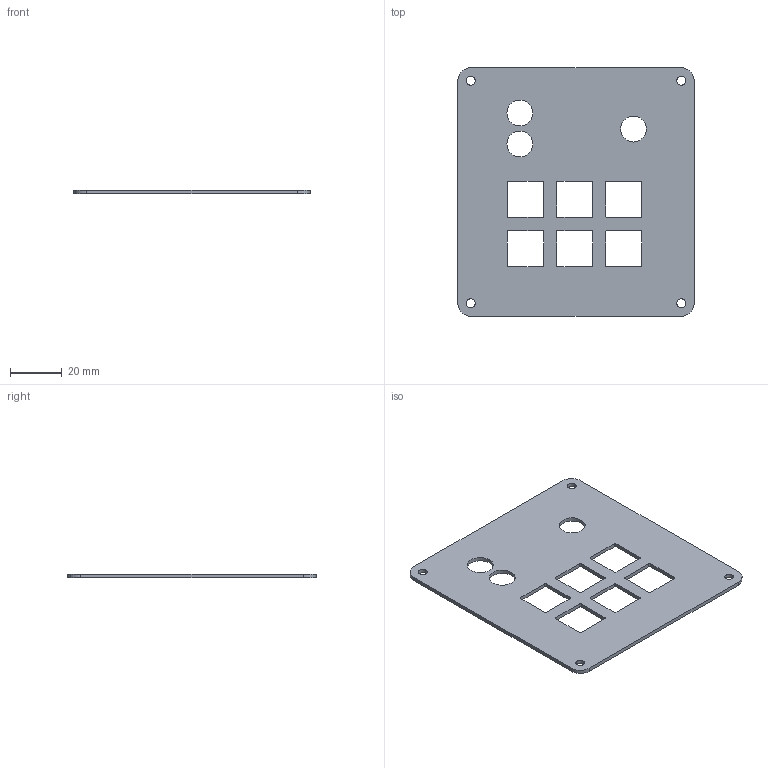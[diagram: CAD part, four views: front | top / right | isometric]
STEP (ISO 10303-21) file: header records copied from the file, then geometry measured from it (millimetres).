
FILE_DESCRIPTION(/* description */ (''),/* implementation_level */ '2;1');
FILE_NAME(/* name */ 'macropad_top.step',/* time_stamp */ '2025-12-27T20:55:18+02:00',/* author */ (''),/* organization */ (''),/* preprocessor_version */ 'ST-DEVELOPER v20.1',/* originating_system */ 'Autodesk Translation Framework v14.21.0.0',/* authorisation */ '');
FILE_SCHEMA (('AUTOMOTIVE_DESIGN { 1 0 10303 214 3 1 1 }'));
Length unit declared in the file: millimetre
Products named in the file (1): 2025-12-15-22-56-29-169
Bounding box: 91.5 x 96.2 x 1.5 mm (x, y, z)
Volume: 11001.3 mm3; surface area: 15920.3 mm2
Topology: 1 solids, 1 shells, 65 faces, 189 edges, 126 vertices
Faces by surface type: cylinder 35, plane 30
Full cylindrical faces by diameter (mm): 3.4 x4, 10 x3
Entity records: 2258 total; most frequent: DIRECTION 391, CARTESIAN_POINT 381, ORIENTED_EDGE 378, EDGE_CURVE 189, AXIS2_PLACEMENT_3D 136, VERTEX_POINT 126, LINE 119, VECTOR 119
